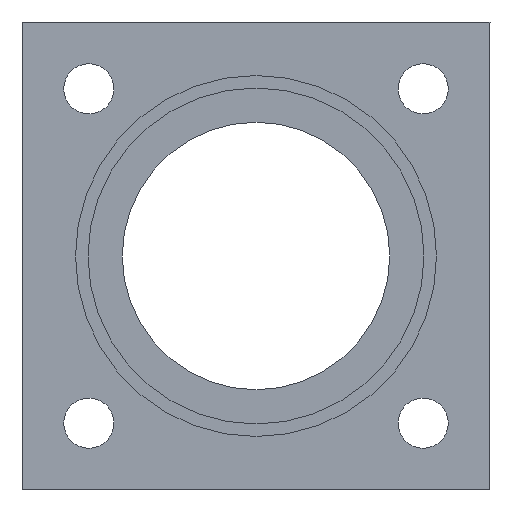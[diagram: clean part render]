
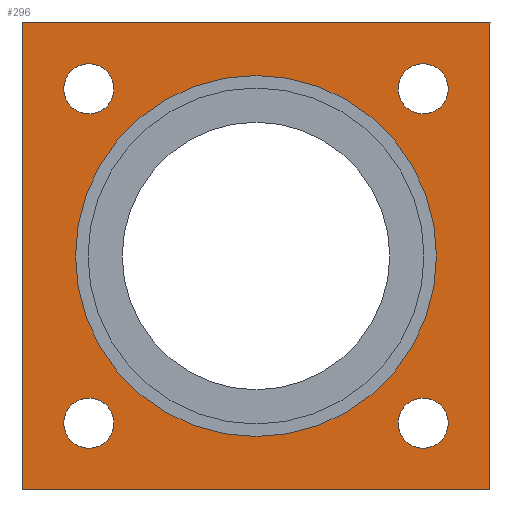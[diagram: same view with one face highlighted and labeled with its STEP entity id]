
A CAD part, front view. The second image highlights one B-rep face of the part: STEP entity #296.
In plain terms, the highlighted planar face has unit normal (0, -1, 0).
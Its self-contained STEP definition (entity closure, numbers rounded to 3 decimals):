
#23=FACE_BOUND('',#79,.T.);
#24=FACE_BOUND('',#80,.T.);
#25=FACE_BOUND('',#81,.T.);
#26=FACE_BOUND('',#82,.T.);
#27=FACE_BOUND('',#83,.T.);
#36=PLANE('',#331);
#53=FACE_OUTER_BOUND('',#78,.T.);
#78=EDGE_LOOP('',(#263,#264,#265,#266));
#79=EDGE_LOOP('',(#267));
#80=EDGE_LOOP('',(#268));
#81=EDGE_LOOP('',(#269));
#82=EDGE_LOOP('',(#270));
#83=EDGE_LOOP('',(#271));
#95=LINE('',#479,#115);
#98=LINE('',#484,#118);
#100=LINE('',#488,#120);
#102=LINE('',#491,#122);
#115=VECTOR('',#397,10.);
#118=VECTOR('',#402,10.);
#120=VECTOR('',#406,10.);
#122=VECTOR('',#410,10.);
#127=CIRCLE('',#304,10.8);
#135=CIRCLE('',#317,1.5);
#136=CIRCLE('',#319,1.5);
#137=CIRCLE('',#321,1.5);
#138=CIRCLE('',#323,1.5);
#143=VERTEX_POINT('',#430);
#155=VERTEX_POINT('',#461);
#156=VERTEX_POINT('',#465);
#157=VERTEX_POINT('',#469);
#158=VERTEX_POINT('',#473);
#159=VERTEX_POINT('',#477);
#160=VERTEX_POINT('',#478);
#161=VERTEX_POINT('',#483);
#162=VERTEX_POINT('',#487);
#169=EDGE_CURVE('',#143,#143,#127,.T.);
#183=EDGE_CURVE('',#155,#155,#135,.T.);
#185=EDGE_CURVE('',#156,#156,#136,.T.);
#187=EDGE_CURVE('',#157,#157,#137,.T.);
#189=EDGE_CURVE('',#158,#158,#138,.T.);
#190=EDGE_CURVE('',#159,#160,#95,.T.);
#193=EDGE_CURVE('',#161,#159,#98,.T.);
#195=EDGE_CURVE('',#162,#161,#100,.T.);
#197=EDGE_CURVE('',#160,#162,#102,.T.);
#263=ORIENTED_EDGE('',*,*,#197,.F.);
#264=ORIENTED_EDGE('',*,*,#190,.F.);
#265=ORIENTED_EDGE('',*,*,#193,.F.);
#266=ORIENTED_EDGE('',*,*,#195,.F.);
#267=ORIENTED_EDGE('',*,*,#169,.T.);
#268=ORIENTED_EDGE('',*,*,#189,.F.);
#269=ORIENTED_EDGE('',*,*,#187,.F.);
#270=ORIENTED_EDGE('',*,*,#185,.F.);
#271=ORIENTED_EDGE('',*,*,#183,.F.);
#296=ADVANCED_FACE('',(#53,#23,#24,#25,#26,#27),#36,.F.);
#304=AXIS2_PLACEMENT_3D('',#432,#346,#347);
#317=AXIS2_PLACEMENT_3D('',#463,#378,#379);
#319=AXIS2_PLACEMENT_3D('',#467,#383,#384);
#321=AXIS2_PLACEMENT_3D('',#471,#388,#389);
#323=AXIS2_PLACEMENT_3D('',#475,#393,#394);
#331=AXIS2_PLACEMENT_3D('',#497,#418,#419);
#346=DIRECTION('center_axis',(0.,1.,0.));
#347=DIRECTION('ref_axis',(-1.,0.,0.));
#378=DIRECTION('center_axis',(0.,-1.,0.));
#379=DIRECTION('ref_axis',(-1.,0.,0.));
#383=DIRECTION('center_axis',(0.,-1.,0.));
#384=DIRECTION('ref_axis',(-1.,0.,0.));
#388=DIRECTION('center_axis',(0.,-1.,0.));
#389=DIRECTION('ref_axis',(-1.,0.,0.));
#393=DIRECTION('center_axis',(0.,-1.,0.));
#394=DIRECTION('ref_axis',(-1.,0.,0.));
#397=DIRECTION('',(0.,0.,-1.));
#402=DIRECTION('',(1.,0.,0.));
#406=DIRECTION('',(0.,0.,1.));
#410=DIRECTION('',(-1.,0.,0.));
#418=DIRECTION('center_axis',(0.,1.,0.));
#419=DIRECTION('ref_axis',(-1.,0.,0.));
#430=CARTESIAN_POINT('',(10.8,35.,35.));
#432=CARTESIAN_POINT('Origin',(0.,35.,35.));
#461=CARTESIAN_POINT('',(11.5,35.,25.));
#463=CARTESIAN_POINT('Origin',(10.,35.,25.));
#465=CARTESIAN_POINT('',(-8.5,35.,25.));
#467=CARTESIAN_POINT('Origin',(-10.,35.,25.));
#469=CARTESIAN_POINT('',(11.5,35.,45.));
#471=CARTESIAN_POINT('Origin',(10.,35.,45.));
#473=CARTESIAN_POINT('',(-8.5,35.,45.));
#475=CARTESIAN_POINT('Origin',(-10.,35.,45.));
#477=CARTESIAN_POINT('',(14.,35.,49.));
#478=CARTESIAN_POINT('',(14.,35.,21.));
#479=CARTESIAN_POINT('',(14.,35.,49.));
#483=CARTESIAN_POINT('',(-14.,35.,49.));
#484=CARTESIAN_POINT('',(-14.,35.,49.));
#487=CARTESIAN_POINT('',(-14.,35.,21.));
#488=CARTESIAN_POINT('',(-14.,35.,21.));
#491=CARTESIAN_POINT('',(14.,35.,21.));
#497=CARTESIAN_POINT('Origin',(0.,35.,35.));
